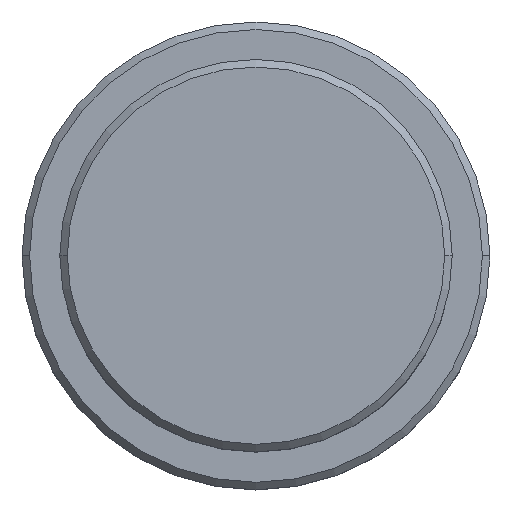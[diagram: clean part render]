
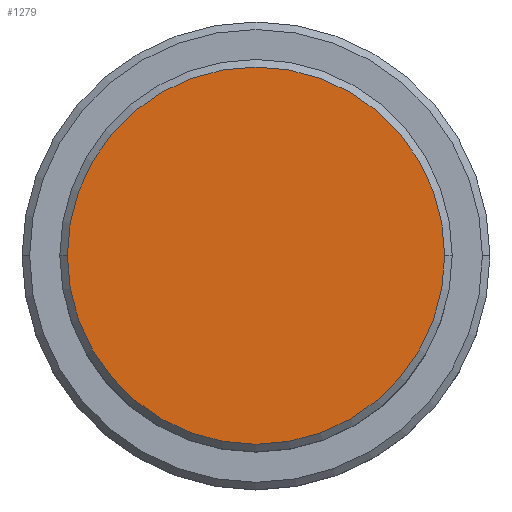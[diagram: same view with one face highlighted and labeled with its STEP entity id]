
A CAD part, top view. The second image highlights one B-rep face of the part: STEP entity #1279.
In plain terms, the highlighted planar face has unit normal (0, 0, 1).
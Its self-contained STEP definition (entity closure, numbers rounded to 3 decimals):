
#38 = AXIS2_PLACEMENT_3D ( 'NONE', #1391, #213, #418 ) ;
#122 = CARTESIAN_POINT ( 'NONE',  ( 12.5, 0., 0. ) ) ;
#124 = ORIENTED_EDGE ( 'NONE', *, *, #341, .T. ) ;
#132 = CARTESIAN_POINT ( 'NONE',  ( 0., 0., 0. ) ) ;
#133 = VERTEX_POINT ( 'NONE', #122 ) ;
#212 = EDGE_LOOP ( 'NONE', ( #831, #124 ) ) ;
#213 = DIRECTION ( 'NONE',  ( 0., 0., 1. ) ) ;
#293 = EDGE_CURVE ( 'NONE', #731, #133, #551, .T. ) ;
#336 = AXIS2_PLACEMENT_3D ( 'NONE', #403, #1177, #847 ) ;
#341 = EDGE_CURVE ( 'NONE', #133, #731, #1211, .T. ) ;
#403 = CARTESIAN_POINT ( 'NONE',  ( 0., 0., 0. ) ) ;
#418 = DIRECTION ( 'NONE',  ( 1., 0., 0. ) ) ;
#457 = AXIS2_PLACEMENT_3D ( 'NONE', #132, #902, #1236 ) ;
#551 = CIRCLE ( 'NONE', #38, 12.5 ) ;
#567 = PLANE ( 'NONE',  #457 ) ;
#731 = VERTEX_POINT ( 'NONE', #1268 ) ;
#799 = FACE_OUTER_BOUND ( 'NONE', #212, .T. ) ;
#831 = ORIENTED_EDGE ( 'NONE', *, *, #293, .T. ) ;
#847 = DIRECTION ( 'NONE',  ( 1., 0., 0. ) ) ;
#902 = DIRECTION ( 'NONE',  ( 0., 0., 1. ) ) ;
#1177 = DIRECTION ( 'NONE',  ( 0., 0., 1. ) ) ;
#1211 = CIRCLE ( 'NONE', #336, 12.5 ) ;
#1236 = DIRECTION ( 'NONE',  ( 1., 0., 0. ) ) ;
#1268 = CARTESIAN_POINT ( 'NONE',  ( -12.5, 0., 0. ) ) ;
#1279 = ADVANCED_FACE ( 'NONE', ( #799 ), #567, .T. ) ;
#1391 = CARTESIAN_POINT ( 'NONE',  ( 0., 0., 0. ) ) ;
